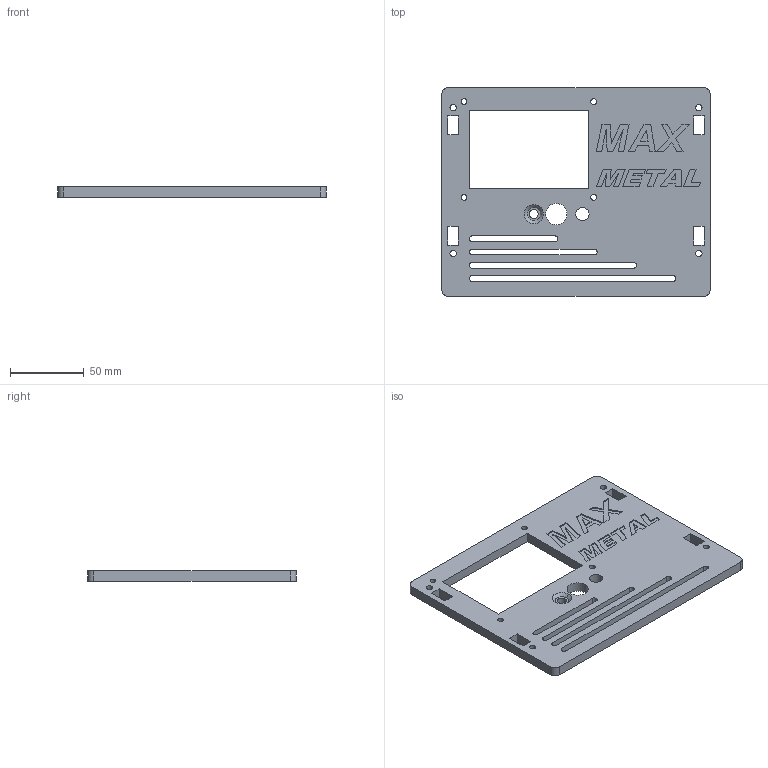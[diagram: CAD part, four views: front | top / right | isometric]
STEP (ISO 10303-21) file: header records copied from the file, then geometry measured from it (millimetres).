
FILE_DESCRIPTION (( 'STEP AP203' ), '1' );
FILE_NAME ('GLCD Plate.STEP', '2015-08-02T22:09:49', ( '' ), ( '' ), 'SwSTEP 2.0', 'SolidWorks 2013', '' );
FILE_SCHEMA (( 'CONFIG_CONTROL_DESIGN' ));
Length unit declared in the file: millimetre
Products named in the file (1): GLCD Plate
Bounding box: 182 x 141.5 x 6.8 mm (x, y, z)
Volume: 127893.1 mm3; surface area: 52909.6 mm2
Topology: 1 solids, 1 shells, 184 faces, 513 edges, 342 vertices
Faces by surface type: plane 135, cylinder 42, bspline 5, cone 2
Entity records: 6168 total; most frequent: CARTESIAN_POINT 1221, ORIENTED_EDGE 1026, DIRECTION 951, EDGE_CURVE 513, VECTOR 415, LINE 415, VERTEX_POINT 342, AXIS2_PLACEMENT_3D 268
